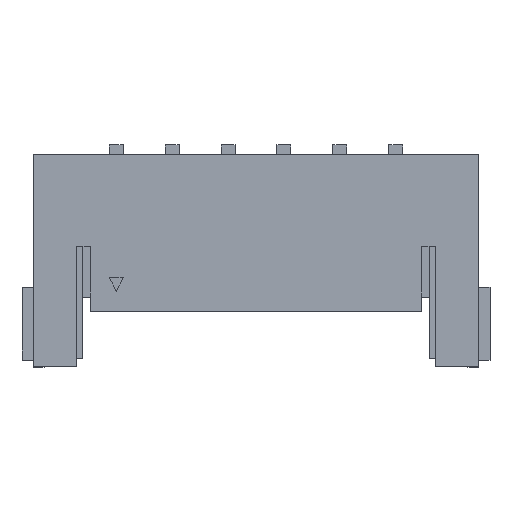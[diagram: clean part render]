
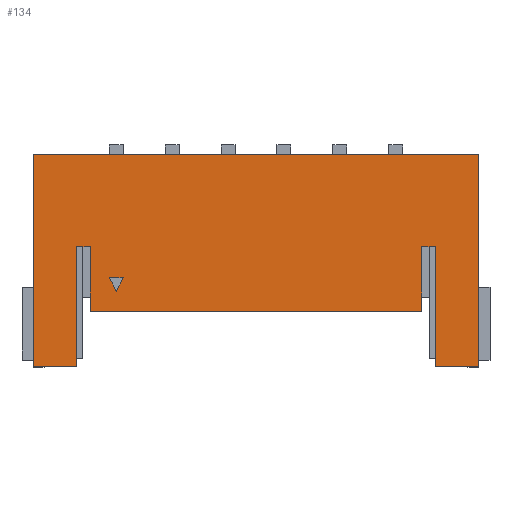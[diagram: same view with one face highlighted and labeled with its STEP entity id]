
A CAD part, top view. The second image highlights one B-rep face of the part: STEP entity #134.
In plain terms, the highlighted planar face has unit normal (0, 0, 1).
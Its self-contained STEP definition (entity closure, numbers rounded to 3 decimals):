
#98=FACE_BOUND('',#754,.T.);
#99=FACE_BOUND('',#755,.T.);
#134=ADVANCED_FACE('',(#98,#99),#348,.T.);
#348=PLANE('',#4536);
#754=EDGE_LOOP('',(#1262,#1263,#1264));
#755=EDGE_LOOP('',(#1265,#1266,#1267,#1268,#1269,#1270,#1271,#1272,#1273,
#1274,#1275,#1276));
#1262=ORIENTED_EDGE('',*,*,#2914,.F.);
#1263=ORIENTED_EDGE('',*,*,#2915,.F.);
#1264=ORIENTED_EDGE('',*,*,#2916,.F.);
#1265=ORIENTED_EDGE('',*,*,#2917,.F.);
#1266=ORIENTED_EDGE('',*,*,#2918,.F.);
#1267=ORIENTED_EDGE('',*,*,#2919,.F.);
#1268=ORIENTED_EDGE('',*,*,#2920,.F.);
#1269=ORIENTED_EDGE('',*,*,#2921,.F.);
#1270=ORIENTED_EDGE('',*,*,#2922,.F.);
#1271=ORIENTED_EDGE('',*,*,#2923,.F.);
#1272=ORIENTED_EDGE('',*,*,#2894,.F.);
#1273=ORIENTED_EDGE('',*,*,#2891,.F.);
#1274=ORIENTED_EDGE('',*,*,#2803,.T.);
#1275=ORIENTED_EDGE('',*,*,#2888,.T.);
#1276=ORIENTED_EDGE('',*,*,#2898,.F.);
#2369=VERTEX_POINT('',#6179);
#2370=VERTEX_POINT('',#6181);
#2424=VERTEX_POINT('',#6335);
#2426=VERTEX_POINT('',#6340);
#2429=VERTEX_POINT('',#6349);
#2431=VERTEX_POINT('',#6355);
#2442=VERTEX_POINT('',#6387);
#2443=VERTEX_POINT('',#6388);
#2444=VERTEX_POINT('',#6390);
#2445=VERTEX_POINT('',#6393);
#2446=VERTEX_POINT('',#6395);
#2447=VERTEX_POINT('',#6397);
#2448=VERTEX_POINT('',#6399);
#2449=VERTEX_POINT('',#6401);
#2450=VERTEX_POINT('',#6403);
#2803=EDGE_CURVE('',#2370,#2369,#3448,.T.);
#2888=EDGE_CURVE('',#2369,#2424,#3533,.T.);
#2891=EDGE_CURVE('',#2370,#2426,#3536,.T.);
#2894=EDGE_CURVE('',#2426,#2429,#3539,.T.);
#2898=EDGE_CURVE('',#2431,#2424,#3543,.T.);
#2914=EDGE_CURVE('',#2442,#2443,#3559,.T.);
#2915=EDGE_CURVE('',#2444,#2442,#3560,.T.);
#2916=EDGE_CURVE('',#2443,#2444,#3561,.T.);
#2917=EDGE_CURVE('',#2445,#2431,#3562,.T.);
#2918=EDGE_CURVE('',#2446,#2445,#3563,.T.);
#2919=EDGE_CURVE('',#2447,#2446,#3564,.T.);
#2920=EDGE_CURVE('',#2448,#2447,#3565,.T.);
#2921=EDGE_CURVE('',#2449,#2448,#3566,.T.);
#2922=EDGE_CURVE('',#2450,#2449,#3567,.T.);
#2923=EDGE_CURVE('',#2429,#2450,#3568,.T.);
#3448=LINE('',#6180,#4051);
#3533=LINE('',#6336,#4136);
#3536=LINE('',#6342,#4139);
#3539=LINE('',#6348,#4142);
#3543=LINE('',#6356,#4146);
#3559=LINE('',#6386,#4162);
#3560=LINE('',#6389,#4163);
#3561=LINE('',#6391,#4164);
#3562=LINE('',#6392,#4165);
#3563=LINE('',#6394,#4166);
#3564=LINE('',#6396,#4167);
#3565=LINE('',#6398,#4168);
#3566=LINE('',#6400,#4169);
#3567=LINE('',#6402,#4170);
#3568=LINE('',#6404,#4171);
#4051=VECTOR('',#4931,1.);
#4136=VECTOR('',#5048,1.);
#4139=VECTOR('',#5053,1.);
#4142=VECTOR('',#5058,1.);
#4146=VECTOR('',#5064,1.);
#4162=VECTOR('',#5088,1.);
#4163=VECTOR('',#5089,1.);
#4164=VECTOR('',#5090,1.);
#4165=VECTOR('',#5091,1.);
#4166=VECTOR('',#5092,1.);
#4167=VECTOR('',#5093,1.);
#4168=VECTOR('',#5094,1.);
#4169=VECTOR('',#5095,1.);
#4170=VECTOR('',#5096,1.);
#4171=VECTOR('',#5097,1.);
#4536=AXIS2_PLACEMENT_3D('',#6405,#5098,#5099);
#4931=DIRECTION('',(-1.,0.,0.));
#5048=DIRECTION('',(0.,-1.,0.));
#5053=DIRECTION('',(0.,-1.,0.));
#5058=DIRECTION('',(-1.,0.,0.));
#5064=DIRECTION('',(-1.,0.,0.));
#5088=DIRECTION('',(0.447,-0.894,0.));
#5089=DIRECTION('',(-1.,0.,0.));
#5090=DIRECTION('',(0.447,0.894,0.));
#5091=DIRECTION('',(0.,-1.,0.));
#5092=DIRECTION('',(-1.,0.,0.));
#5093=DIRECTION('',(0.,1.,0.));
#5094=DIRECTION('',(-1.,0.,0.));
#5095=DIRECTION('',(0.,-1.,0.));
#5096=DIRECTION('',(-1.,0.,0.));
#5097=DIRECTION('',(0.,1.,0.));
#5098=DIRECTION('',(0.,0.,1.));
#5099=DIRECTION('',(1.,0.,0.));
#6179=CARTESIAN_POINT('',(-12.975,11.35,2.54));
#6180=CARTESIAN_POINT('',(2.975,11.35,2.54));
#6181=CARTESIAN_POINT('',(2.975,11.35,2.54));
#6335=CARTESIAN_POINT('',(-12.975,3.75,2.54));
#6336=CARTESIAN_POINT('',(-12.975,11.35,2.54));
#6340=CARTESIAN_POINT('',(2.975,3.75,2.54));
#6342=CARTESIAN_POINT('',(2.975,11.35,2.54));
#6348=CARTESIAN_POINT('',(2.975,3.75,2.54));
#6349=CARTESIAN_POINT('',(1.425,3.75,2.54));
#6355=CARTESIAN_POINT('',(-11.425,3.75,2.54));
#6356=CARTESIAN_POINT('',(2.975,3.75,2.54));
#6386=CARTESIAN_POINT('',(-10.25,6.95,2.54));
#6387=CARTESIAN_POINT('',(-10.25,6.95,2.54));
#6388=CARTESIAN_POINT('',(-10.,6.45,2.54));
#6389=CARTESIAN_POINT('',(-9.75,6.95,2.54));
#6390=CARTESIAN_POINT('',(-9.75,6.95,2.54));
#6391=CARTESIAN_POINT('',(-10.,6.45,2.54));
#6392=CARTESIAN_POINT('',(-11.425,8.05,2.54));
#6393=CARTESIAN_POINT('',(-11.425,8.05,2.54));
#6394=CARTESIAN_POINT('',(-10.925,8.05,2.54));
#6395=CARTESIAN_POINT('',(-10.925,8.05,2.54));
#6396=CARTESIAN_POINT('',(-10.925,5.75,2.54));
#6397=CARTESIAN_POINT('',(-10.925,5.75,2.54));
#6398=CARTESIAN_POINT('',(0.925,5.75,2.54));
#6399=CARTESIAN_POINT('',(0.925,5.75,2.54));
#6400=CARTESIAN_POINT('',(0.925,8.05,2.54));
#6401=CARTESIAN_POINT('',(0.925,8.05,2.54));
#6402=CARTESIAN_POINT('',(1.425,8.05,2.54));
#6403=CARTESIAN_POINT('',(1.425,8.05,2.54));
#6404=CARTESIAN_POINT('',(1.425,3.75,2.54));
#6405=CARTESIAN_POINT('',(2.975,11.35,2.54));
